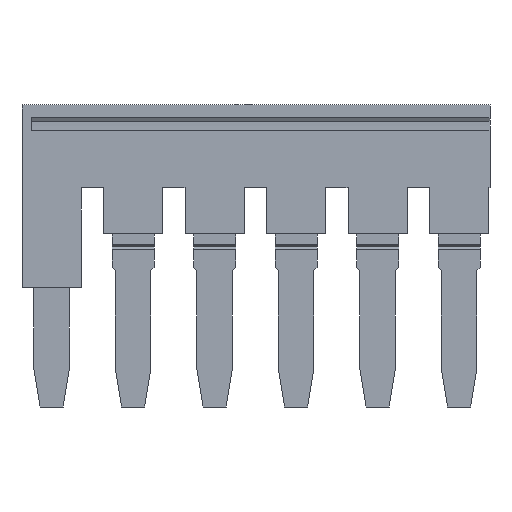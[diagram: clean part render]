
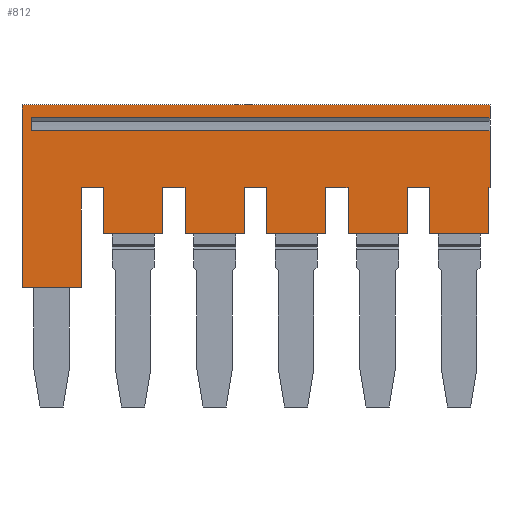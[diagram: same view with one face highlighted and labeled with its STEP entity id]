
A CAD part, front view. The second image highlights one B-rep face of the part: STEP entity #812.
In plain terms, the highlighted face is planar.
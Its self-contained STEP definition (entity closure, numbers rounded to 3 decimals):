
#174=CARTESIAN_POINT('',(5.607,-23.075,73.11));
#175=VERTEX_POINT('',#174);
#192=CARTESIAN_POINT('',(5.607,-23.075,68.61));
#193=VERTEX_POINT('',#192);
#200=CARTESIAN_POINT('',(5.607,-23.075,68.61));
#201=DIRECTION('',(0.,0.,1.));
#202=VECTOR('',#201,4.5);
#203=LINE('',#200,#202);
#204=EDGE_CURVE('',#193,#175,#203,.T.);
#261=CARTESIAN_POINT('',(5.607,-10.141,72.41));
#262=VERTEX_POINT('',#261);
#263=CARTESIAN_POINT('',(5.607,-11.139,72.41));
#264=VERTEX_POINT('',#263);
#265=CARTESIAN_POINT('',(5.607,-10.141,72.41));
#266=DIRECTION('',(0.,-1.,0.));
#267=VECTOR('',#266,0.998);
#268=LINE('',#265,#267);
#269=EDGE_CURVE('',#262,#264,#268,.T.);
#583=CARTESIAN_POINT('',(5.607,-7.233,46.12));
#584=DIRECTION('',(-1.,0.,0.));
#585=DIRECTION('',(0.,-1.,0.));
#586=AXIS2_PLACEMENT_3D('',#583,#584,#585);
#587=PLANE('',#586);
#588=CARTESIAN_POINT('',(5.607,-9.175,37.51));
#589=VERTEX_POINT('',#588);
#590=CARTESIAN_POINT('',(5.607,-9.175,73.11));
#591=VERTEX_POINT('',#590);
#592=CARTESIAN_POINT('',(5.607,-9.175,37.51));
#593=DIRECTION('',(0.,0.,1.));
#594=VECTOR('',#593,35.6);
#595=LINE('',#592,#594);
#596=EDGE_CURVE('',#589,#591,#595,.T.);
#597=ORIENTED_EDGE('',*,*,#596,.T.);
#598=CARTESIAN_POINT('',(5.607,-23.075,73.11));
#599=DIRECTION('',(0.,1.,0.));
#600=VECTOR('',#599,13.9);
#601=LINE('',#598,#600);
#602=EDGE_CURVE('',#175,#591,#601,.T.);
#603=ORIENTED_EDGE('',*,*,#602,.F.);
#604=ORIENTED_EDGE('',*,*,#204,.F.);
#605=CARTESIAN_POINT('',(5.607,-15.475,68.61));
#606=VERTEX_POINT('',#605);
#607=CARTESIAN_POINT('',(5.607,-23.075,68.61));
#608=DIRECTION('',(0.,1.,0.));
#609=VECTOR('',#608,7.6);
#610=LINE('',#607,#609);
#611=EDGE_CURVE('',#193,#606,#610,.T.);
#612=ORIENTED_EDGE('',*,*,#611,.T.);
#613=CARTESIAN_POINT('',(5.607,-15.475,66.91));
#614=VERTEX_POINT('',#613);
#615=CARTESIAN_POINT('',(5.607,-15.475,68.61));
#616=DIRECTION('',(0.,0.,-1.));
#617=VECTOR('',#616,1.7);
#618=LINE('',#615,#617);
#619=EDGE_CURVE('',#606,#614,#618,.T.);
#620=ORIENTED_EDGE('',*,*,#619,.T.);
#621=CARTESIAN_POINT('',(5.607,-18.975,66.91));
#622=VERTEX_POINT('',#621);
#623=CARTESIAN_POINT('',(5.607,-18.975,66.91));
#624=DIRECTION('',(0.,1.,0.));
#625=VECTOR('',#624,3.5);
#626=LINE('',#623,#625);
#627=EDGE_CURVE('',#622,#614,#626,.T.);
#628=ORIENTED_EDGE('',*,*,#627,.F.);
#629=CARTESIAN_POINT('',(5.607,-18.975,62.41));
#630=VERTEX_POINT('',#629);
#631=CARTESIAN_POINT('',(5.607,-18.975,62.41));
#632=DIRECTION('',(0.,0.,1.));
#633=VECTOR('',#632,4.5);
#634=LINE('',#631,#633);
#635=EDGE_CURVE('',#630,#622,#634,.T.);
#636=ORIENTED_EDGE('',*,*,#635,.F.);
#637=CARTESIAN_POINT('',(5.607,-15.475,62.41));
#638=VERTEX_POINT('',#637);
#639=CARTESIAN_POINT('',(5.607,-15.475,62.41));
#640=DIRECTION('',(0.,-1.,0.));
#641=VECTOR('',#640,3.5);
#642=LINE('',#639,#641);
#643=EDGE_CURVE('',#638,#630,#642,.T.);
#644=ORIENTED_EDGE('',*,*,#643,.F.);
#645=CARTESIAN_POINT('',(5.607,-15.475,60.71));
#646=VERTEX_POINT('',#645);
#647=CARTESIAN_POINT('',(5.607,-15.475,62.41));
#648=DIRECTION('',(0.,0.,-1.));
#649=VECTOR('',#648,1.7);
#650=LINE('',#647,#649);
#651=EDGE_CURVE('',#638,#646,#650,.T.);
#652=ORIENTED_EDGE('',*,*,#651,.T.);
#653=CARTESIAN_POINT('',(5.607,-18.975,60.71));
#654=VERTEX_POINT('',#653);
#655=CARTESIAN_POINT('',(5.607,-15.475,60.71));
#656=DIRECTION('',(0.,-1.,0.));
#657=VECTOR('',#656,3.5);
#658=LINE('',#655,#657);
#659=EDGE_CURVE('',#646,#654,#658,.T.);
#660=ORIENTED_EDGE('',*,*,#659,.T.);
#661=CARTESIAN_POINT('',(5.607,-18.975,56.21));
#662=VERTEX_POINT('',#661);
#663=CARTESIAN_POINT('',(5.607,-18.975,56.21));
#664=DIRECTION('',(0.,0.,1.));
#665=VECTOR('',#664,4.5);
#666=LINE('',#663,#665);
#667=EDGE_CURVE('',#662,#654,#666,.T.);
#668=ORIENTED_EDGE('',*,*,#667,.F.);
#669=CARTESIAN_POINT('',(5.607,-15.475,56.21));
#670=VERTEX_POINT('',#669);
#671=CARTESIAN_POINT('',(5.607,-18.975,56.21));
#672=DIRECTION('',(0.,1.,0.));
#673=VECTOR('',#672,3.5);
#674=LINE('',#671,#673);
#675=EDGE_CURVE('',#662,#670,#674,.T.);
#676=ORIENTED_EDGE('',*,*,#675,.T.);
#677=CARTESIAN_POINT('',(5.607,-15.475,54.51));
#678=VERTEX_POINT('',#677);
#679=CARTESIAN_POINT('',(5.607,-15.475,56.21));
#680=DIRECTION('',(0.,0.,-1.));
#681=VECTOR('',#680,1.7);
#682=LINE('',#679,#681);
#683=EDGE_CURVE('',#670,#678,#682,.T.);
#684=ORIENTED_EDGE('',*,*,#683,.T.);
#685=CARTESIAN_POINT('',(5.607,-18.975,54.51));
#686=VERTEX_POINT('',#685);
#687=CARTESIAN_POINT('',(5.607,-15.475,54.51));
#688=DIRECTION('',(0.,-1.,0.));
#689=VECTOR('',#688,3.5);
#690=LINE('',#687,#689);
#691=EDGE_CURVE('',#678,#686,#690,.T.);
#692=ORIENTED_EDGE('',*,*,#691,.T.);
#693=CARTESIAN_POINT('',(5.607,-18.975,50.01));
#694=VERTEX_POINT('',#693);
#695=CARTESIAN_POINT('',(5.607,-18.975,50.01));
#696=DIRECTION('',(0.,0.,1.));
#697=VECTOR('',#696,4.5);
#698=LINE('',#695,#697);
#699=EDGE_CURVE('',#694,#686,#698,.T.);
#700=ORIENTED_EDGE('',*,*,#699,.F.);
#701=CARTESIAN_POINT('',(5.607,-15.475,50.01));
#702=VERTEX_POINT('',#701);
#703=CARTESIAN_POINT('',(5.607,-18.975,50.01));
#704=DIRECTION('',(0.,1.,0.));
#705=VECTOR('',#704,3.5);
#706=LINE('',#703,#705);
#707=EDGE_CURVE('',#694,#702,#706,.T.);
#708=ORIENTED_EDGE('',*,*,#707,.T.);
#709=CARTESIAN_POINT('',(5.607,-15.475,48.31));
#710=VERTEX_POINT('',#709);
#711=CARTESIAN_POINT('',(5.607,-15.475,50.01));
#712=DIRECTION('',(0.,0.,-1.));
#713=VECTOR('',#712,1.7);
#714=LINE('',#711,#713);
#715=EDGE_CURVE('',#702,#710,#714,.T.);
#716=ORIENTED_EDGE('',*,*,#715,.T.);
#717=CARTESIAN_POINT('',(5.607,-18.975,48.31));
#718=VERTEX_POINT('',#717);
#719=CARTESIAN_POINT('',(5.607,-15.475,48.31));
#720=DIRECTION('',(0.,-1.,0.));
#721=VECTOR('',#720,3.5);
#722=LINE('',#719,#721);
#723=EDGE_CURVE('',#710,#718,#722,.T.);
#724=ORIENTED_EDGE('',*,*,#723,.T.);
#725=CARTESIAN_POINT('',(5.607,-18.975,43.81));
#726=VERTEX_POINT('',#725);
#727=CARTESIAN_POINT('',(5.607,-18.975,43.81));
#728=DIRECTION('',(0.,0.,1.));
#729=VECTOR('',#728,4.5);
#730=LINE('',#727,#729);
#731=EDGE_CURVE('',#726,#718,#730,.T.);
#732=ORIENTED_EDGE('',*,*,#731,.F.);
#733=CARTESIAN_POINT('',(5.607,-15.475,43.81));
#734=VERTEX_POINT('',#733);
#735=CARTESIAN_POINT('',(5.607,-18.975,43.81));
#736=DIRECTION('',(0.,1.,0.));
#737=VECTOR('',#736,3.5);
#738=LINE('',#735,#737);
#739=EDGE_CURVE('',#726,#734,#738,.T.);
#740=ORIENTED_EDGE('',*,*,#739,.T.);
#741=CARTESIAN_POINT('',(5.607,-15.475,42.11));
#742=VERTEX_POINT('',#741);
#743=CARTESIAN_POINT('',(5.607,-15.475,43.81));
#744=DIRECTION('',(0.,0.,-1.));
#745=VECTOR('',#744,1.7);
#746=LINE('',#743,#745);
#747=EDGE_CURVE('',#734,#742,#746,.T.);
#748=ORIENTED_EDGE('',*,*,#747,.T.);
#749=CARTESIAN_POINT('',(5.607,-18.975,42.11));
#750=VERTEX_POINT('',#749);
#751=CARTESIAN_POINT('',(5.607,-15.475,42.11));
#752=DIRECTION('',(0.,-1.,0.));
#753=VECTOR('',#752,3.5);
#754=LINE('',#751,#753);
#755=EDGE_CURVE('',#742,#750,#754,.T.);
#756=ORIENTED_EDGE('',*,*,#755,.T.);
#757=CARTESIAN_POINT('',(5.607,-18.975,37.61));
#758=VERTEX_POINT('',#757);
#759=CARTESIAN_POINT('',(5.607,-18.975,37.61));
#760=DIRECTION('',(0.,0.,1.));
#761=VECTOR('',#760,4.5);
#762=LINE('',#759,#761);
#763=EDGE_CURVE('',#758,#750,#762,.T.);
#764=ORIENTED_EDGE('',*,*,#763,.F.);
#765=CARTESIAN_POINT('',(5.607,-15.475,37.61));
#766=VERTEX_POINT('',#765);
#767=CARTESIAN_POINT('',(5.607,-18.975,37.61));
#768=DIRECTION('',(0.,1.,0.));
#769=VECTOR('',#768,3.5);
#770=LINE('',#767,#769);
#771=EDGE_CURVE('',#758,#766,#770,.T.);
#772=ORIENTED_EDGE('',*,*,#771,.T.);
#773=CARTESIAN_POINT('',(5.607,-15.475,37.51));
#774=VERTEX_POINT('',#773);
#775=CARTESIAN_POINT('',(5.607,-15.475,37.61));
#776=DIRECTION('',(0.,0.,-1.));
#777=VECTOR('',#776,0.1);
#778=LINE('',#775,#777);
#779=EDGE_CURVE('',#766,#774,#778,.T.);
#780=ORIENTED_EDGE('',*,*,#779,.T.);
#781=CARTESIAN_POINT('',(5.607,-11.139,37.51));
#782=VERTEX_POINT('',#781);
#783=CARTESIAN_POINT('',(5.607,-11.139,37.51));
#784=DIRECTION('',(0.,-1.,0.));
#785=VECTOR('',#784,4.336);
#786=LINE('',#783,#785);
#787=EDGE_CURVE('',#782,#774,#786,.T.);
#788=ORIENTED_EDGE('',*,*,#787,.F.);
#789=CARTESIAN_POINT('',(5.607,-11.139,72.41));
#790=DIRECTION('',(0.,0.,-1.));
#791=VECTOR('',#790,34.9);
#792=LINE('',#789,#791);
#793=EDGE_CURVE('',#264,#782,#792,.T.);
#794=ORIENTED_EDGE('',*,*,#793,.F.);
#795=ORIENTED_EDGE('',*,*,#269,.F.);
#796=CARTESIAN_POINT('',(5.607,-10.141,37.51));
#797=VERTEX_POINT('',#796);
#798=CARTESIAN_POINT('',(5.607,-10.141,37.51));
#799=DIRECTION('',(0.,0.,1.));
#800=VECTOR('',#799,34.9);
#801=LINE('',#798,#800);
#802=EDGE_CURVE('',#797,#262,#801,.T.);
#803=ORIENTED_EDGE('',*,*,#802,.F.);
#804=CARTESIAN_POINT('',(5.607,-9.175,37.51));
#805=DIRECTION('',(0.,-1.,0.));
#806=VECTOR('',#805,0.966);
#807=LINE('',#804,#806);
#808=EDGE_CURVE('',#589,#797,#807,.T.);
#809=ORIENTED_EDGE('',*,*,#808,.F.);
#810=EDGE_LOOP('',(#597,#603,#604,#612,#620,#628,#636,#644,#652,#660,#668,#676,#684,#692,#700,#708,#716,#724,#732,#740,#748,#756,#764,#772,#780,#788,
#794,#795,#803,#809));
#811=FACE_BOUND('',#810,.T.);
#812=ADVANCED_FACE('',(#811),#587,.F.);
